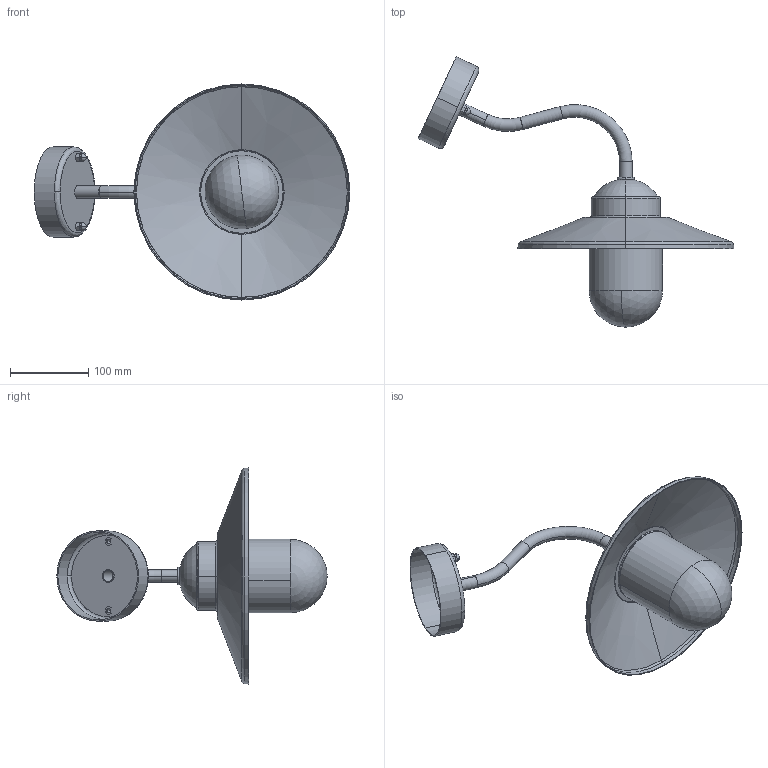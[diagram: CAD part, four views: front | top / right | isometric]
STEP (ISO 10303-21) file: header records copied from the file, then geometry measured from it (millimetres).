
FILE_DESCRIPTION (( 'STEP AP203' ), '1' );
FILE_NAME ('Karlstad 230.STEP', '2025-10-22T10:11:35', ( '' ), ( '' ), 'SwSTEP 2.0', 'SolidWorks 2024', '' );
FILE_SCHEMA (( 'CONFIG_CONTROL_DESIGN' ));
Length unit declared in the file: millimetre
Products named in the file (1): Karlstad 230
Bounding box: 402.52 x 344.66 x 275.38 mm (x, y, z)
Volume: 473473 mm3; surface area: 379069.8 mm2
Topology: 16 solids, 16 shells, 583 faces, 1405 edges, 872 vertices
Faces by surface type: plane 212, cylinder 103, cone 94, torus 84, bspline 74, sphere 16
Entity records: 20698 total; most frequent: CARTESIAN_POINT 7547, ORIENTED_EDGE 2768, DIRECTION 2659, EDGE_CURVE 1384, AXIS2_PLACEMENT_3D 1083, VERTEX_POINT 869, EDGE_LOOP 655, ADVANCED_FACE 583
